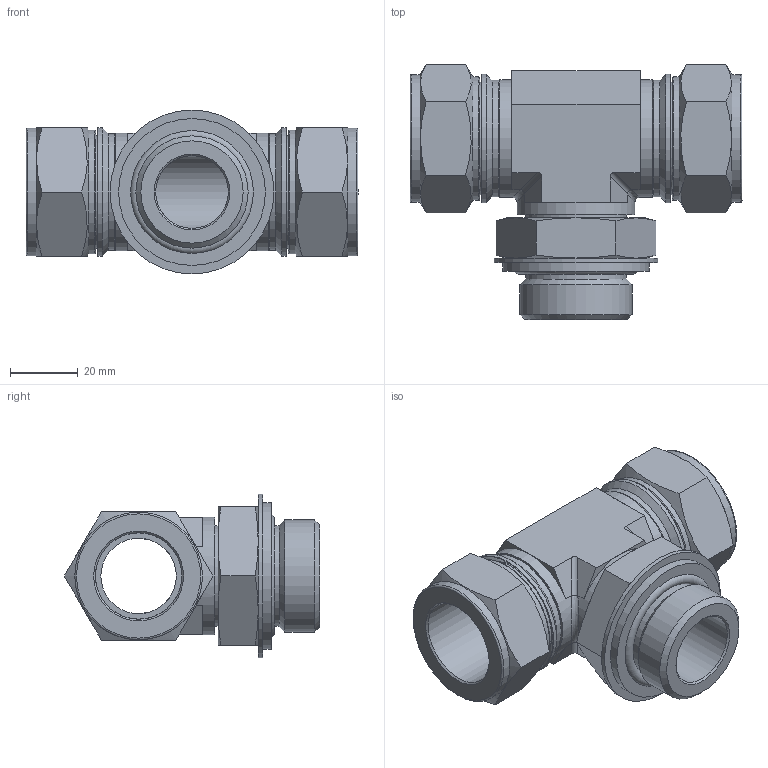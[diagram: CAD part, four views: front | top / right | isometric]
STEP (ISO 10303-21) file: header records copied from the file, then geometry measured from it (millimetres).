
FILE_DESCRIPTION(/* description */ (''),/* implementation_level */ '2;1');
FILE_NAME(/* name */ 'SPMBTI-16-16G.stp',/* time_stamp */ '2022-05-25T08:39:13+09:00',/* author */ ('user'),/* organization */ (''),/* preprocessor_version */ 'ST-DEVELOPER v18.1',/* originating_system */ 'Autodesk Inventor 2022',/* authorisation */ '');
FILE_SCHEMA (('AUTOMOTIVE_DESIGN { 1 0 10303 214 3 1 1 }'));
Length unit declared in the file: millimetre
Products named in the file (1): SPMBT-16-16G
Bounding box: 98.29 x 75.6 x 48.5 mm (x, y, z)
Volume: 88624.3 mm3; surface area: 34501.7 mm2
Topology: 1 solids, 1 shells, 134 faces, 290 edges, 174 vertices
Faces by surface type: plane 64, cylinder 32, cone 31, torus 5, bspline 2
Full cylindrical faces by diameter (mm): 21.5 x1, 22.35 x1, 25.55 x2, 25.6 x2, 29.9 x2, 31.45 x2, 31.85 x2, 33.228 x1, 33.34 x2, 34.5 x2, 34.9 x3, 36.5 x2, 37.8 x2, 38 x2, 43.5 x1, 48.5 x1
Entity records: 3714 total; most frequent: CARTESIAN_POINT 812, DIRECTION 623, ORIENTED_EDGE 580, EDGE_CURVE 290, AXIS2_PLACEMENT_3D 251, VERTEX_POINT 174, EDGE_LOOP 154, FACE_OUTER_BOUND 134
